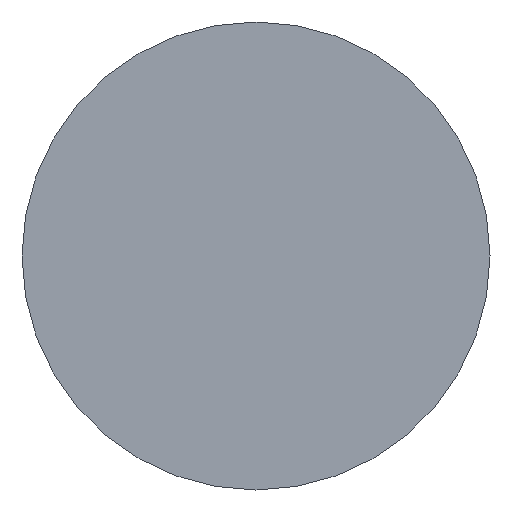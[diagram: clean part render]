
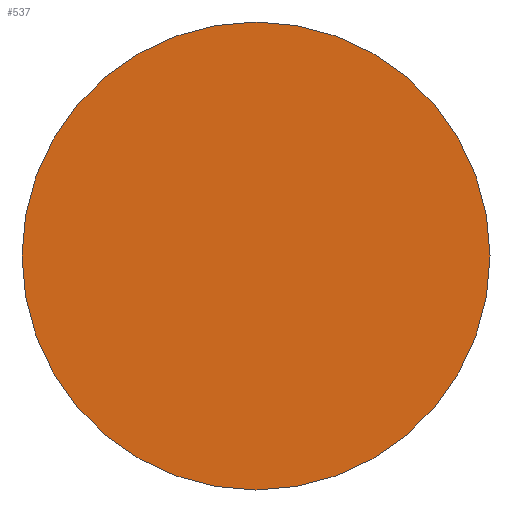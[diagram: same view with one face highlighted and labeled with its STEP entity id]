
A CAD part, front view. The second image highlights one B-rep face of the part: STEP entity #537.
In plain terms, the highlighted planar face has unit normal (0, -1, 0).
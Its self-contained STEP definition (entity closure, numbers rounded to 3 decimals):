
#68=PLANE('',#615);
#96=FACE_OUTER_BOUND('',#131,.T.);
#131=EDGE_LOOP('',(#438,#439));
#186=CIRCLE('',#616,37.);
#187=CIRCLE('',#617,37.);
#238=VERTEX_POINT('',#963);
#239=VERTEX_POINT('',#964);
#309=EDGE_CURVE('',#238,#239,#186,.T.);
#310=EDGE_CURVE('',#239,#238,#187,.T.);
#438=ORIENTED_EDGE('',*,*,#309,.F.);
#439=ORIENTED_EDGE('',*,*,#310,.F.);
#537=ADVANCED_FACE('',(#96),#68,.T.);
#615=AXIS2_PLACEMENT_3D('',#962,#750,#751);
#616=AXIS2_PLACEMENT_3D('',#965,#752,#753);
#617=AXIS2_PLACEMENT_3D('',#966,#754,#755);
#750=DIRECTION('center_axis',(0.,-1.,0.));
#751=DIRECTION('ref_axis',(0.,0.,-1.));
#752=DIRECTION('center_axis',(0.,1.,0.));
#753=DIRECTION('ref_axis',(-1.,0.,0.));
#754=DIRECTION('center_axis',(0.,1.,0.));
#755=DIRECTION('ref_axis',(-1.,0.,0.));
#962=CARTESIAN_POINT('Origin',(-18.5,0.,0.));
#963=CARTESIAN_POINT('',(-37.,0.,0.));
#964=CARTESIAN_POINT('',(0.,0.,-37.));
#965=CARTESIAN_POINT('Origin',(0.,0.,0.));
#966=CARTESIAN_POINT('Origin',(0.,0.,0.));
